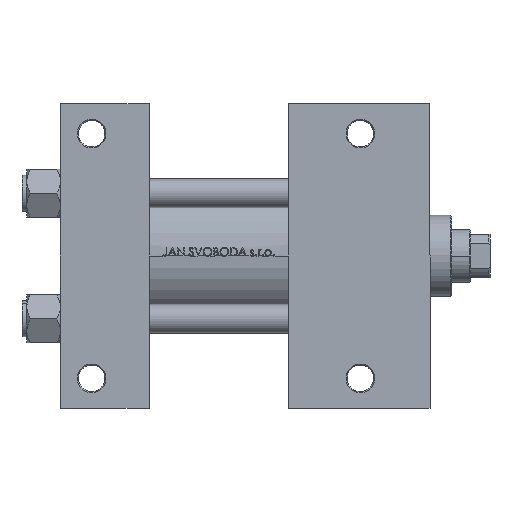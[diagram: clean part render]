
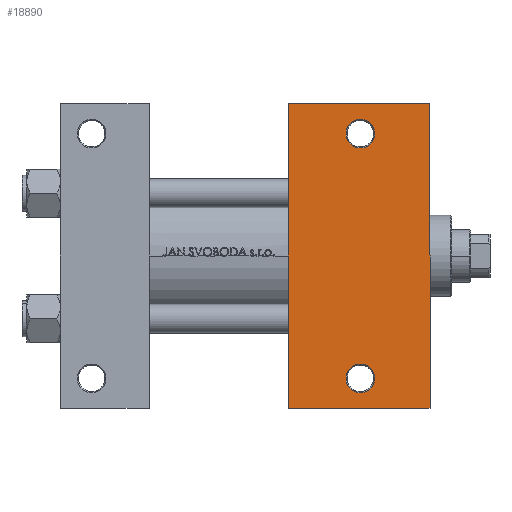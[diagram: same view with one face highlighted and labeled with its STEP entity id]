
A CAD part, front view. The second image highlights one B-rep face of the part: STEP entity #18890.
In plain terms, the highlighted face is planar.
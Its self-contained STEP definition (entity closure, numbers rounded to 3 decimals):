
#80 = CARTESIAN_POINT ( 'NONE',  ( 95., 37.5, -37.5 ) ) ;
#267 = DIRECTION ( 'NONE',  ( 1., 0., 0. ) ) ;
#1660 = VERTEX_POINT ( 'NONE', #17983 ) ;
#1666 = DIRECTION ( 'NONE',  ( 0., 0., -1. ) ) ;
#2465 = VECTOR ( 'NONE', #267, 1000. ) ;
#2642 = VECTOR ( 'NONE', #28226, 1000. ) ;
#2706 = VERTEX_POINT ( 'NONE', #38172 ) ;
#2999 = EDGE_CURVE ( 'NONE', #34617, #23762, #30887, .T. ) ;
#3304 = VERTEX_POINT ( 'NONE', #10544 ) ;
#3435 = VERTEX_POINT ( 'NONE', #25713 ) ;
#4436 = EDGE_LOOP ( 'NONE', ( #4813, #21908 ) ) ;
#4813 = ORIENTED_EDGE ( 'NONE', *, *, #38142, .T. ) ;
#5740 = FACE_OUTER_BOUND ( 'NONE', #40281, .T. ) ;
#5836 = CARTESIAN_POINT ( 'NONE',  ( 154., -63.5, -37.5 ) ) ;
#5865 = CARTESIAN_POINT ( 'NONE',  ( 95., -63.5, -37.5 ) ) ;
#8224 = VECTOR ( 'NONE', #27559, 1000. ) ;
#10271 = CARTESIAN_POINT ( 'NONE',  ( 130.999, 51., -37.5 ) ) ;
#10544 = CARTESIAN_POINT ( 'NONE',  ( 154., 63.5, -37.5 ) ) ;
#10972 = CIRCLE ( 'NONE', #32450, 5.999 ) ;
#11438 = EDGE_LOOP ( 'NONE', ( #40876, #16971 ) ) ;
#12583 = VECTOR ( 'NONE', #44776, 1000. ) ;
#12879 = CARTESIAN_POINT ( 'NONE',  ( 154., 37.5, -37.5 ) ) ;
#12886 = DIRECTION ( 'NONE',  ( -1., 0., 0. ) ) ;
#15319 = EDGE_CURVE ( 'NONE', #3304, #34617, #34524, .T. ) ;
#15750 = VERTEX_POINT ( 'NONE', #10271 ) ;
#16971 = ORIENTED_EDGE ( 'NONE', *, *, #45544, .T. ) ;
#17110 = CARTESIAN_POINT ( 'NONE',  ( 125., -51., -37.5 ) ) ;
#17983 = CARTESIAN_POINT ( 'NONE',  ( 119.001, 51., -37.5 ) ) ;
#18065 = ORIENTED_EDGE ( 'NONE', *, *, #39693, .F. ) ;
#18316 = LINE ( 'NONE', #40172, #2465 ) ;
#18890 = ADVANCED_FACE ( 'NONE', ( #18993, #31476, #5740 ), #31700, .T. ) ;
#18911 = DIRECTION ( 'NONE',  ( 0., 0., 1. ) ) ;
#18960 = EDGE_CURVE ( 'NONE', #15750, #1660, #19104, .T. ) ;
#18993 = FACE_BOUND ( 'NONE', #4436, .T. ) ;
#19104 = CIRCLE ( 'NONE', #45989, 5.999 ) ;
#21401 = AXIS2_PLACEMENT_3D ( 'NONE', #27403, #1666, #31241 ) ;
#21656 = DIRECTION ( 'NONE',  ( 0., 0., 1. ) ) ;
#21908 = ORIENTED_EDGE ( 'NONE', *, *, #18960, .T. ) ;
#22293 = DIRECTION ( 'NONE',  ( -1., 0., 0. ) ) ;
#22436 = LINE ( 'NONE', #80, #12583 ) ;
#23762 = VERTEX_POINT ( 'NONE', #30406 ) ;
#24199 = ORIENTED_EDGE ( 'NONE', *, *, #15319, .T. ) ;
#25713 = CARTESIAN_POINT ( 'NONE',  ( 130.999, -51., -37.5 ) ) ;
#27403 = CARTESIAN_POINT ( 'NONE',  ( 154., 37.5, -37.5 ) ) ;
#27559 = DIRECTION ( 'NONE',  ( 0., -1., 0. ) ) ;
#28226 = DIRECTION ( 'NONE',  ( -1., 0., 0. ) ) ;
#28611 = EDGE_CURVE ( 'NONE', #36490, #3435, #43821, .T. ) ;
#30386 = AXIS2_PLACEMENT_3D ( 'NONE', #39094, #38621, #12886 ) ;
#30406 = CARTESIAN_POINT ( 'NONE',  ( 95., -63.5, -37.5 ) ) ;
#30887 = LINE ( 'NONE', #5865, #2642 ) ;
#31003 = DIRECTION ( 'NONE',  ( 0., 0., 1. ) ) ;
#31241 = DIRECTION ( 'NONE',  ( -1., 0., 0. ) ) ;
#31476 = FACE_BOUND ( 'NONE', #11438, .T. ) ;
#31700 = PLANE ( 'NONE',  #21401 ) ;
#32343 = EDGE_CURVE ( 'NONE', #2706, #3304, #18316, .T. ) ;
#32450 = AXIS2_PLACEMENT_3D ( 'NONE', #33579, #18911, #22293 ) ;
#33579 = CARTESIAN_POINT ( 'NONE',  ( 125., 51., -37.5 ) ) ;
#34524 = LINE ( 'NONE', #12879, #8224 ) ;
#34604 = CARTESIAN_POINT ( 'NONE',  ( 125., 51., -37.5 ) ) ;
#34617 = VERTEX_POINT ( 'NONE', #5836 ) ;
#35375 = DIRECTION ( 'NONE',  ( -1., 0., 0. ) ) ;
#36490 = VERTEX_POINT ( 'NONE', #41538 ) ;
#38090 = CIRCLE ( 'NONE', #30386, 5.999 ) ;
#38142 = EDGE_CURVE ( 'NONE', #1660, #15750, #10972, .T. ) ;
#38172 = CARTESIAN_POINT ( 'NONE',  ( 95., 63.5, -37.5 ) ) ;
#38621 = DIRECTION ( 'NONE',  ( 0., 0., 1. ) ) ;
#38692 = DIRECTION ( 'NONE',  ( -1., 0., 0. ) ) ;
#39094 = CARTESIAN_POINT ( 'NONE',  ( 125., -51., -37.5 ) ) ;
#39693 = EDGE_CURVE ( 'NONE', #2706, #23762, #22436, .T. ) ;
#40172 = CARTESIAN_POINT ( 'NONE',  ( 95., 63.5, -37.5 ) ) ;
#40281 = EDGE_LOOP ( 'NONE', ( #18065, #47540, #24199, #41422 ) ) ;
#40876 = ORIENTED_EDGE ( 'NONE', *, *, #28611, .T. ) ;
#41422 = ORIENTED_EDGE ( 'NONE', *, *, #2999, .T. ) ;
#41538 = CARTESIAN_POINT ( 'NONE',  ( 119.001, -51., -37.5 ) ) ;
#43821 = CIRCLE ( 'NONE', #46882, 5.999 ) ;
#44776 = DIRECTION ( 'NONE',  ( 0., -1., 0. ) ) ;
#45544 = EDGE_CURVE ( 'NONE', #3435, #36490, #38090, .T. ) ;
#45989 = AXIS2_PLACEMENT_3D ( 'NONE', #34604, #31003, #38692 ) ;
#46882 = AXIS2_PLACEMENT_3D ( 'NONE', #17110, #21656, #35375 ) ;
#47540 = ORIENTED_EDGE ( 'NONE', *, *, #32343, .T. ) ;
